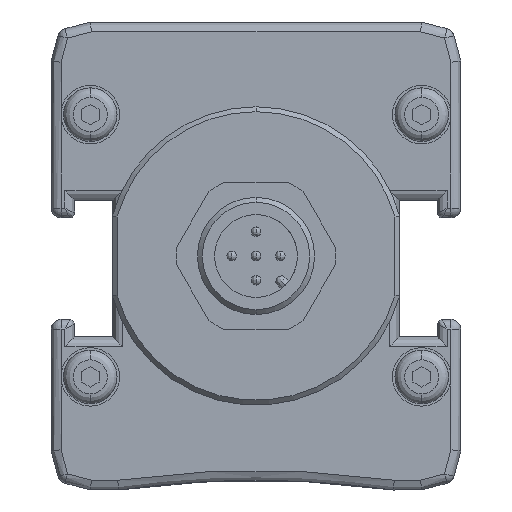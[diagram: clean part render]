
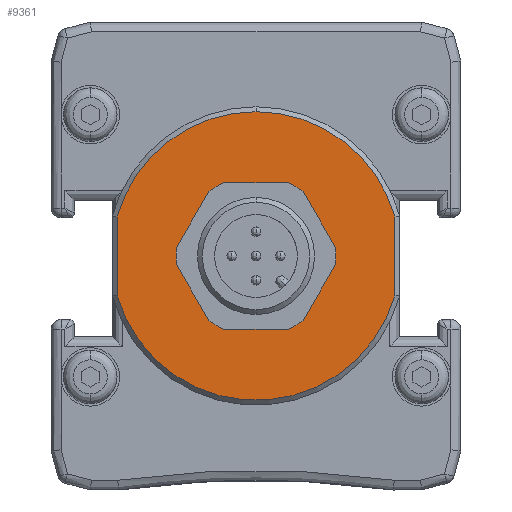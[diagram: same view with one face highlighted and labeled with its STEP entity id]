
A CAD part, front view. The second image highlights one B-rep face of the part: STEP entity #9361.
In plain terms, the highlighted planar face has unit normal (0, -1, 0).
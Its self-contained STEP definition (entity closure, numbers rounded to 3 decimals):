
#170 = CARTESIAN_POINT ( 'NONE',  ( 0., -506.5, 0. ) ) ;
#355 = EDGE_CURVE ( 'NONE', #1128, #6443, #6791, .T. ) ;
#556 = CIRCLE ( 'NONE', #12738, 14.8 ) ;
#597 = DIRECTION ( 'NONE',  ( 0., 0., -1. ) ) ;
#1128 = VERTEX_POINT ( 'NONE', #4555 ) ;
#1165 = DIRECTION ( 'NONE',  ( 0., 0., -1. ) ) ;
#1902 = ORIENTED_EDGE ( 'NONE', *, *, #11196, .T. ) ;
#2188 = ORIENTED_EDGE ( 'NONE', *, *, #11223, .T. ) ;
#2275 = AXIS2_PLACEMENT_3D ( 'NONE', #170, #7161, #1165 ) ;
#2373 = CARTESIAN_POINT ( 'NONE',  ( 0., -506.5, 0. ) ) ;
#2435 = ORIENTED_EDGE ( 'NONE', *, *, #9982, .T. ) ;
#2539 = VERTEX_POINT ( 'NONE', #11162 ) ;
#3397 = DIRECTION ( 'NONE',  ( 0., 0., -1. ) ) ;
#3449 = CIRCLE ( 'NONE', #2275, 14.8 ) ;
#3462 = CARTESIAN_POINT ( 'NONE',  ( 0., -506.5, 0. ) ) ;
#4208 = FACE_OUTER_BOUND ( 'NONE', #8961, .T. ) ;
#4476 = DIRECTION ( 'NONE',  ( 0., 0., -1. ) ) ;
#4555 = CARTESIAN_POINT ( 'NONE',  ( -14.25, -506.5, 3.997 ) ) ;
#4573 = ORIENTED_EDGE ( 'NONE', *, *, #8399, .T. ) ;
#4657 = LINE ( 'NONE', #6835, #12282 ) ;
#5692 = VERTEX_POINT ( 'NONE', #12092 ) ;
#5826 = AXIS2_PLACEMENT_3D ( 'NONE', #3462, #10426, #4476 ) ;
#6007 = VERTEX_POINT ( 'NONE', #9870 ) ;
#6443 = VERTEX_POINT ( 'NONE', #11042 ) ;
#6464 = VECTOR ( 'NONE', #9561, 1000. ) ;
#6488 = CARTESIAN_POINT ( 'NONE',  ( 0., -506.5, 0. ) ) ;
#6580 = DIRECTION ( 'NONE',  ( 0., -1., 0. ) ) ;
#6791 = LINE ( 'NONE', #8621, #6464 ) ;
#6835 = CARTESIAN_POINT ( 'NONE',  ( 14.25, -506.5, 4.065 ) ) ;
#6874 = DIRECTION ( 'NONE',  ( 0., 0., 1. ) ) ;
#7161 = DIRECTION ( 'NONE',  ( 0., -1., 0. ) ) ;
#8399 = EDGE_CURVE ( 'NONE', #2539, #1128, #3449, .T. ) ;
#8536 = PLANE ( 'NONE',  #8648 ) ;
#8621 = CARTESIAN_POINT ( 'NONE',  ( -14.25, -506.5, 0. ) ) ;
#8648 = AXIS2_PLACEMENT_3D ( 'NONE', #6488, #6580, #597 ) ;
#8961 = EDGE_LOOP ( 'NONE', ( #9924, #2188, #2435, #1902, #4573 ) ) ;
#9349 = DIRECTION ( 'NONE',  ( 0., -1., 0. ) ) ;
#9361 = ADVANCED_FACE ( 'NONE', ( #4208 ), #8536, .T. ) ;
#9561 = DIRECTION ( 'NONE',  ( 0., 0., -1. ) ) ;
#9870 = CARTESIAN_POINT ( 'NONE',  ( 14.25, -506.5, 3.997 ) ) ;
#9924 = ORIENTED_EDGE ( 'NONE', *, *, #355, .T. ) ;
#9982 = EDGE_CURVE ( 'NONE', #5692, #6007, #4657, .T. ) ;
#10426 = DIRECTION ( 'NONE',  ( 0., -1., 0. ) ) ;
#10531 = CIRCLE ( 'NONE', #5826, 14.8 ) ;
#11042 = CARTESIAN_POINT ( 'NONE',  ( -14.25, -506.5, -3.997 ) ) ;
#11162 = CARTESIAN_POINT ( 'NONE',  ( 0., -506.5, 14.8 ) ) ;
#11196 = EDGE_CURVE ( 'NONE', #6007, #2539, #556, .T. ) ;
#11223 = EDGE_CURVE ( 'NONE', #6443, #5692, #10531, .T. ) ;
#12092 = CARTESIAN_POINT ( 'NONE',  ( 14.25, -506.5, -3.997 ) ) ;
#12282 = VECTOR ( 'NONE', #6874, 1000. ) ;
#12738 = AXIS2_PLACEMENT_3D ( 'NONE', #2373, #9349, #3397 ) ;
